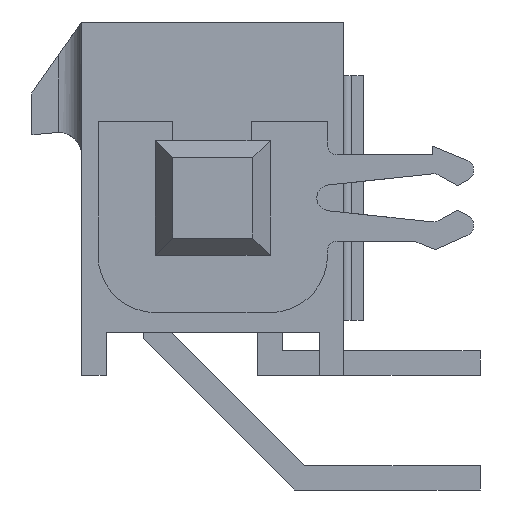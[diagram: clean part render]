
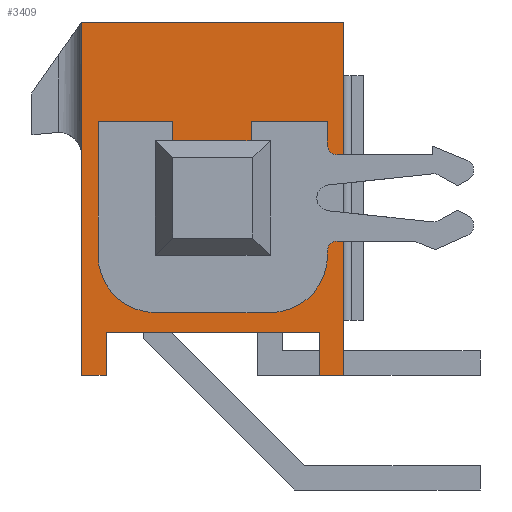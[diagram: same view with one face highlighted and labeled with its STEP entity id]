
A CAD part, left-side view. The second image highlights one B-rep face of the part: STEP entity #3409.
In plain terms, the highlighted planar face has unit normal (-1, 0, 0).
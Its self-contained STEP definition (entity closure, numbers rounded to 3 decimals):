
#162=DIRECTION('',(0.,1.,0.));
#163=VECTOR('',#162,6.86);
#164=CARTESIAN_POINT('',(-1.93,-3.43,0.));
#165=LINE('',#164,#163);
#378=DIRECTION('',(0.,1.,0.));
#379=VECTOR('',#378,5.58);
#380=CARTESIAN_POINT('',(-1.93,-2.79,-8.11));
#381=LINE('',#380,#379);
#418=DIRECTION('',(0.,0.,-1.));
#419=VECTOR('',#418,1.13);
#420=CARTESIAN_POINT('',(-1.93,-2.79,-8.11));
#421=LINE('',#420,#419);
#450=DIRECTION('',(0.,0.,1.));
#451=VECTOR('',#450,3.47);
#452=CARTESIAN_POINT('',(-1.93,-3.43,-3.47));
#453=LINE('',#452,#451);
#486=DIRECTION('',(0.,0.,1.));
#487=VECTOR('',#486,3.51);
#488=CARTESIAN_POINT('',(-1.93,-3.43,-9.24));
#489=LINE('',#488,#487);
#630=DIRECTION('',(0.,1.,0.));
#631=VECTOR('',#630,0.05);
#632=CARTESIAN_POINT('',(-1.93,1.,-5.6));
#633=LINE('',#632,#631);
#634=DIRECTION('',(0.,0.,1.));
#635=VECTOR('',#634,3.);
#636=CARTESIAN_POINT('',(-1.93,1.05,-5.6));
#637=LINE('',#636,#635);
#638=DIRECTION('',(0.,1.,0.));
#639=VECTOR('',#638,1.95);
#640=CARTESIAN_POINT('',(-1.93,1.05,-2.6));
#641=LINE('',#640,#639);
#642=DIRECTION('',(0.,0.,-1.));
#643=VECTOR('',#642,3.5);
#644=CARTESIAN_POINT('',(-1.93,3.,-2.6));
#645=LINE('',#644,#643);
#646=CARTESIAN_POINT('',(-1.93,1.5,-6.1));
#647=DIRECTION('',(-1.,0.,0.));
#648=DIRECTION('',(0.,1.,0.));
#649=AXIS2_PLACEMENT_3D('',#646,#647,#648);
#651=DIRECTION('',(0.,-1.,0.));
#652=VECTOR('',#651,3.);
#653=CARTESIAN_POINT('',(-1.93,1.5,-7.6));
#654=LINE('',#653,#652);
#655=CARTESIAN_POINT('',(-1.93,-1.5,-6.1));
#656=DIRECTION('',(-1.,0.,0.));
#657=DIRECTION('',(0.,0.,-1.));
#658=AXIS2_PLACEMENT_3D('',#655,#656,#657);
#660=DIRECTION('',(0.,0.,1.));
#661=VECTOR('',#660,0.12);
#662=CARTESIAN_POINT('',(-1.93,-3.,-6.1));
#663=LINE('',#662,#661);
#664=CARTESIAN_POINT('',(-1.93,-3.25,-5.98));
#665=DIRECTION('',(-1.,0.,0.));
#666=DIRECTION('',(0.,0.,1.));
#667=AXIS2_PLACEMENT_3D('',#664,#665,#666);
#669=DIRECTION('',(0.,1.,0.));
#670=VECTOR('',#669,0.18);
#671=CARTESIAN_POINT('',(-1.93,-3.43,-5.73));
#672=LINE('',#671,#670);
#673=DIRECTION('',(0.,0.,-1.));
#674=VECTOR('',#673,1.13);
#675=CARTESIAN_POINT('',(-1.93,2.79,-8.11));
#676=LINE('',#675,#674);
#677=DIRECTION('',(0.,1.,0.));
#678=VECTOR('',#677,0.18);
#679=CARTESIAN_POINT('',(-1.93,-3.43,-3.47));
#680=LINE('',#679,#678);
#681=CARTESIAN_POINT('',(-1.93,-3.25,-3.22));
#682=DIRECTION('',(-1.,0.,0.));
#683=DIRECTION('',(0.,1.,0.));
#684=AXIS2_PLACEMENT_3D('',#681,#682,#683);
#686=DIRECTION('',(0.,0.,1.));
#687=VECTOR('',#686,0.62);
#688=CARTESIAN_POINT('',(-1.93,-3.,-3.22));
#689=LINE('',#688,#687);
#690=DIRECTION('',(0.,1.,0.));
#691=VECTOR('',#690,2.);
#692=CARTESIAN_POINT('',(-1.93,-3.,-2.6));
#693=LINE('',#692,#691);
#694=DIRECTION('',(0.,0.,-1.));
#695=VECTOR('',#694,1.);
#696=CARTESIAN_POINT('',(-1.93,-1.,-2.6));
#697=LINE('',#696,#695);
#698=DIRECTION('',(0.,-1.,0.));
#699=VECTOR('',#698,2.);
#700=CARTESIAN_POINT('',(-1.93,1.,-3.6));
#701=LINE('',#700,#699);
#702=DIRECTION('',(0.,0.,1.));
#703=VECTOR('',#702,2.);
#704=CARTESIAN_POINT('',(-1.93,1.,-5.6));
#705=LINE('',#704,#703);
#1220=DIRECTION('',(0.,1.,0.));
#1221=VECTOR('',#1220,0.64);
#1222=CARTESIAN_POINT('',(-1.93,2.79,-9.24));
#1223=LINE('',#1222,#1221);
#1252=DIRECTION('',(0.,1.,0.));
#1253=VECTOR('',#1252,0.64);
#1254=CARTESIAN_POINT('',(-1.93,-3.43,-9.24));
#1255=LINE('',#1254,#1253);
#1284=DIRECTION('',(0.,0.,-1.));
#1285=VECTOR('',#1284,9.24);
#1286=CARTESIAN_POINT('',(-1.93,3.43,0.));
#1287=LINE('',#1286,#1285);
#2153=CARTESIAN_POINT('',(-1.93,-3.43,0.));
#2155=VERTEX_POINT('',#2153);
#2156=CARTESIAN_POINT('',(-1.93,3.43,0.));
#2157=VERTEX_POINT('',#2156);
#2240=CARTESIAN_POINT('',(-1.93,2.79,-9.24));
#2241=CARTESIAN_POINT('',(-1.93,3.43,-9.24));
#2242=VERTEX_POINT('',#2240);
#2243=VERTEX_POINT('',#2241);
#2248=CARTESIAN_POINT('',(-1.93,-3.43,-9.24));
#2249=CARTESIAN_POINT('',(-1.93,-2.79,-9.24));
#2250=VERTEX_POINT('',#2248);
#2251=VERTEX_POINT('',#2249);
#2256=CARTESIAN_POINT('',(-1.93,-2.79,-8.11));
#2257=CARTESIAN_POINT('',(-1.93,2.79,-8.11));
#2258=VERTEX_POINT('',#2256);
#2259=VERTEX_POINT('',#2257);
#2330=CARTESIAN_POINT('',(-1.93,1.,-3.6));
#2331=VERTEX_POINT('',#2330);
#2646=CARTESIAN_POINT('',(-1.93,-3.43,-5.73));
#2648=VERTEX_POINT('',#2646);
#2651=CARTESIAN_POINT('',(-1.93,-3.43,-3.47));
#2653=VERTEX_POINT('',#2651);
#2654=CARTESIAN_POINT('',(-1.93,1.,-5.6));
#2655=CARTESIAN_POINT('',(-1.93,1.05,-5.6));
#2656=VERTEX_POINT('',#2654);
#2657=VERTEX_POINT('',#2655);
#2658=CARTESIAN_POINT('',(-1.93,1.05,-2.6));
#2659=VERTEX_POINT('',#2658);
#2660=CARTESIAN_POINT('',(-1.93,3.,-2.6));
#2661=VERTEX_POINT('',#2660);
#2662=CARTESIAN_POINT('',(-1.93,3.,-6.1));
#2663=VERTEX_POINT('',#2662);
#2664=CARTESIAN_POINT('',(-1.93,1.5,-7.6));
#2665=VERTEX_POINT('',#2664);
#2666=CARTESIAN_POINT('',(-1.93,-1.5,-7.6));
#2667=VERTEX_POINT('',#2666);
#2668=CARTESIAN_POINT('',(-1.93,-3.,-6.1));
#2669=VERTEX_POINT('',#2668);
#2670=CARTESIAN_POINT('',(-1.93,-3.,-5.98));
#2671=VERTEX_POINT('',#2670);
#2672=CARTESIAN_POINT('',(-1.93,-3.25,-5.73));
#2673=VERTEX_POINT('',#2672);
#2678=CARTESIAN_POINT('',(-1.93,-3.25,-3.47));
#2679=VERTEX_POINT('',#2678);
#2680=CARTESIAN_POINT('',(-1.93,-3.,-3.22));
#2681=VERTEX_POINT('',#2680);
#2682=CARTESIAN_POINT('',(-1.93,-3.,-2.6));
#2683=VERTEX_POINT('',#2682);
#2684=CARTESIAN_POINT('',(-1.93,-1.,-2.6));
#2685=VERTEX_POINT('',#2684);
#2728=CARTESIAN_POINT('',(-1.93,-1.,-3.6));
#2729=VERTEX_POINT('',#2728);
#3355=CARTESIAN_POINT('',(-1.93,-3.43,0.));
#3356=DIRECTION('',(-1.,0.,0.));
#3357=DIRECTION('',(0.,1.,0.));
#3358=AXIS2_PLACEMENT_3D('',#3355,#3356,#3357);
#3359=PLANE('',#3358);
#3361=ORIENTED_EDGE('',*,*,#3360,.T.);
#3363=ORIENTED_EDGE('',*,*,#3362,.T.);
#3365=ORIENTED_EDGE('',*,*,#3364,.T.);
#3367=ORIENTED_EDGE('',*,*,#3366,.T.);
#3369=ORIENTED_EDGE('',*,*,#3368,.T.);
#3371=ORIENTED_EDGE('',*,*,#3370,.T.);
#3373=ORIENTED_EDGE('',*,*,#3372,.T.);
#3375=ORIENTED_EDGE('',*,*,#3374,.T.);
#3377=ORIENTED_EDGE('',*,*,#3376,.F.);
#3379=ORIENTED_EDGE('',*,*,#3378,.F.);
#3380=ORIENTED_EDGE('',*,*,#3124,.F.);
#3382=ORIENTED_EDGE('',*,*,#3381,.T.);
#3383=ORIENTED_EDGE('',*,*,#3058,.F.);
#3384=ORIENTED_EDGE('',*,*,#3027,.T.);
#3386=ORIENTED_EDGE('',*,*,#3385,.T.);
#3388=ORIENTED_EDGE('',*,*,#3387,.T.);
#3390=ORIENTED_EDGE('',*,*,#3389,.F.);
#3391=ORIENTED_EDGE('',*,*,#2793,.F.);
#3392=ORIENTED_EDGE('',*,*,#3103,.F.);
#3394=ORIENTED_EDGE('',*,*,#3393,.T.);
#3396=ORIENTED_EDGE('',*,*,#3395,.F.);
#3398=ORIENTED_EDGE('',*,*,#3397,.T.);
#3400=ORIENTED_EDGE('',*,*,#3399,.T.);
#3402=ORIENTED_EDGE('',*,*,#3401,.T.);
#3404=ORIENTED_EDGE('',*,*,#3403,.F.);
#3406=ORIENTED_EDGE('',*,*,#3405,.F.);
#3407=EDGE_LOOP('',(#3361,#3363,#3365,#3367,#3369,#3371,#3373,#3375,#3377,#3379,
#3380,#3382,#3383,#3384,#3386,#3388,#3390,#3391,#3392,#3394,#3396,#3398,#3400,
#3402,#3404,#3406));
#3408=FACE_OUTER_BOUND('',#3407,.F.);
#650=CIRCLE('',#649,1.5);
#659=CIRCLE('',#658,1.5);
#668=CIRCLE('',#667,0.25);
#685=CIRCLE('',#684,0.25);
#2793=EDGE_CURVE('',#2155,#2157,#165,.T.);
#3027=EDGE_CURVE('',#2258,#2259,#381,.T.);
#3058=EDGE_CURVE('',#2258,#2251,#421,.T.);
#3103=EDGE_CURVE('',#2653,#2155,#453,.T.);
#3124=EDGE_CURVE('',#2250,#2648,#489,.T.);
#3360=EDGE_CURVE('',#2656,#2657,#633,.T.);
#3362=EDGE_CURVE('',#2657,#2659,#637,.T.);
#3364=EDGE_CURVE('',#2659,#2661,#641,.T.);
#3366=EDGE_CURVE('',#2661,#2663,#645,.T.);
#3368=EDGE_CURVE('',#2663,#2665,#650,.T.);
#3370=EDGE_CURVE('',#2665,#2667,#654,.T.);
#3372=EDGE_CURVE('',#2667,#2669,#659,.T.);
#3374=EDGE_CURVE('',#2669,#2671,#663,.T.);
#3376=EDGE_CURVE('',#2673,#2671,#668,.T.);
#3378=EDGE_CURVE('',#2648,#2673,#672,.T.);
#3381=EDGE_CURVE('',#2250,#2251,#1255,.T.);
#3385=EDGE_CURVE('',#2259,#2242,#676,.T.);
#3387=EDGE_CURVE('',#2242,#2243,#1223,.T.);
#3389=EDGE_CURVE('',#2157,#2243,#1287,.T.);
#3393=EDGE_CURVE('',#2653,#2679,#680,.T.);
#3395=EDGE_CURVE('',#2681,#2679,#685,.T.);
#3397=EDGE_CURVE('',#2681,#2683,#689,.T.);
#3399=EDGE_CURVE('',#2683,#2685,#693,.T.);
#3401=EDGE_CURVE('',#2685,#2729,#697,.T.);
#3403=EDGE_CURVE('',#2331,#2729,#701,.T.);
#3405=EDGE_CURVE('',#2656,#2331,#705,.T.);
#3409=ADVANCED_FACE('',(#3408),#3359,.T.);
